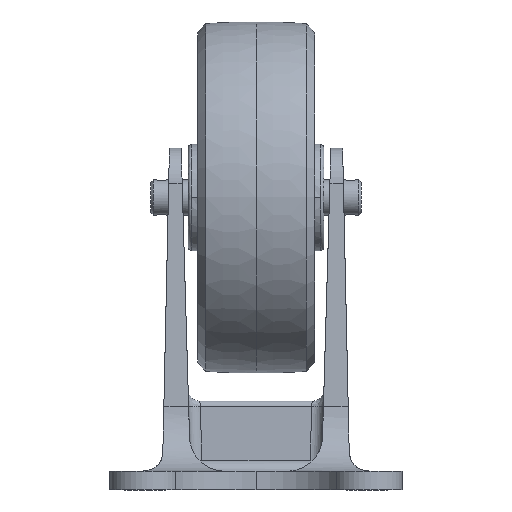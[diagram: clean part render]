
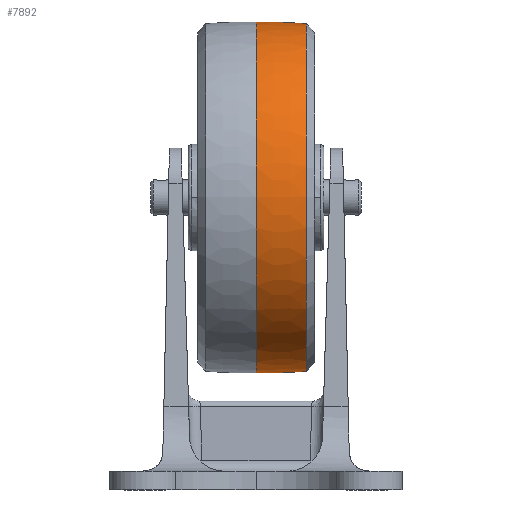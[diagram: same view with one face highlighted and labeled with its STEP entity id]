
A CAD part, front view. The second image highlights one B-rep face of the part: STEP entity #7892.
In plain terms, the highlighted toroidal (fillet/blend) face has major radius 175.254 mm and minor radius 250.267 mm.
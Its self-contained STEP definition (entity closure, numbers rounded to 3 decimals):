
#59 = CARTESIAN_POINT ( 'NONE',  ( 21.46, 0., 50.706 ) ) ;
#86 = CIRCLE ( 'NONE', #6017, 74.294 ) ;
#189 = CARTESIAN_POINT ( 'NONE',  ( 0., 0., 200. ) ) ;
#327 = AXIS2_PLACEMENT_3D ( 'NONE', #4960, #1156, #1275 ) ;
#394 = DIRECTION ( 'NONE',  ( 1., 0., 0. ) ) ;
#990 = AXIS2_PLACEMENT_3D ( 'NONE', #2475, #7604, #7687 ) ;
#1143 = EDGE_CURVE ( 'NONE', #6479, #4972, #1783, .T. ) ;
#1156 = DIRECTION ( 'NONE',  ( 0., 1., 0. ) ) ;
#1231 = CARTESIAN_POINT ( 'NONE',  ( 21.46, 0., 125. ) ) ;
#1275 = DIRECTION ( 'NONE',  ( 0., 0., 1. ) ) ;
#1536 = EDGE_CURVE ( 'NONE', #6809, #6479, #4421, .T. ) ;
#1728 = DIRECTION ( 'NONE',  ( 0., 0., 1. ) ) ;
#1783 = CIRCLE ( 'NONE', #327, 250.267 ) ;
#2085 = AXIS2_PLACEMENT_3D ( 'NONE', #4154, #7840, #4696 ) ;
#2475 = CARTESIAN_POINT ( 'NONE',  ( 0., 0., 125. ) ) ;
#4154 = CARTESIAN_POINT ( 'NONE',  ( 2.51, 0., 300.254 ) ) ;
#4193 = EDGE_LOOP ( 'NONE', ( #7683, #7664, #8029, #6583 ) ) ;
#4322 = VERTEX_POINT ( 'NONE', #59 ) ;
#4421 = CIRCLE ( 'NONE', #990, 75. ) ;
#4696 = DIRECTION ( 'NONE',  ( 0., 0., -1. ) ) ;
#4960 = CARTESIAN_POINT ( 'NONE',  ( 2.51, 0., -50.254 ) ) ;
#4972 = VERTEX_POINT ( 'NONE', #7077 ) ;
#4979 = TOROIDAL_SURFACE ( 'NONE', #6950, -175.254, 250.267 ) ;
#5258 = CARTESIAN_POINT ( 'NONE',  ( 0., 0., 50. ) ) ;
#5513 = CARTESIAN_POINT ( 'NONE',  ( 2.51, 0., 125. ) ) ;
#5895 = EDGE_CURVE ( 'NONE', #6809, #4322, #6187, .T. ) ;
#6017 = AXIS2_PLACEMENT_3D ( 'NONE', #1231, #6145, #1728 ) ;
#6054 = FACE_OUTER_BOUND ( 'NONE', #4193, .T. ) ;
#6145 = DIRECTION ( 'NONE',  ( -1., 0., 0. ) ) ;
#6187 = CIRCLE ( 'NONE', #2085, 250.267 ) ;
#6479 = VERTEX_POINT ( 'NONE', #189 ) ;
#6583 = ORIENTED_EDGE ( 'NONE', *, *, #7007, .T. ) ;
#6672 = DIRECTION ( 'NONE',  ( 0., 0., -1. ) ) ;
#6809 = VERTEX_POINT ( 'NONE', #5258 ) ;
#6950 = AXIS2_PLACEMENT_3D ( 'NONE', #5513, #394, #6672 ) ;
#7007 = EDGE_CURVE ( 'NONE', #4322, #4972, #86, .T. ) ;
#7077 = CARTESIAN_POINT ( 'NONE',  ( 21.46, 0., 199.294 ) ) ;
#7604 = DIRECTION ( 'NONE',  ( -1., 0., 0. ) ) ;
#7664 = ORIENTED_EDGE ( 'NONE', *, *, #1536, .F. ) ;
#7683 = ORIENTED_EDGE ( 'NONE', *, *, #1143, .F. ) ;
#7687 = DIRECTION ( 'NONE',  ( 0., 0., 1. ) ) ;
#7840 = DIRECTION ( 'NONE',  ( 0., -1., 0. ) ) ;
#7892 = ADVANCED_FACE ( 'NONE', ( #6054 ), #4979, .T. ) ;
#8029 = ORIENTED_EDGE ( 'NONE', *, *, #5895, .T. ) ;
